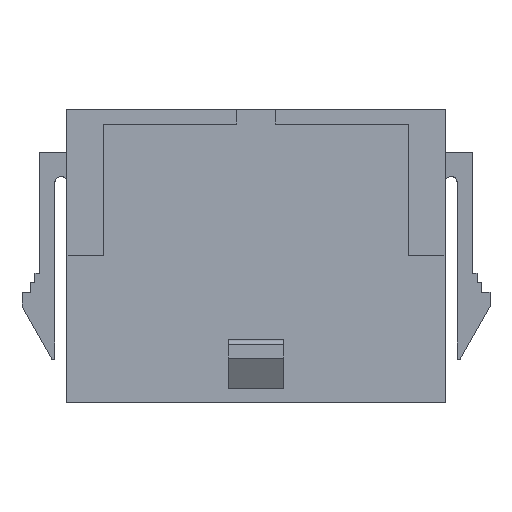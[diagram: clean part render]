
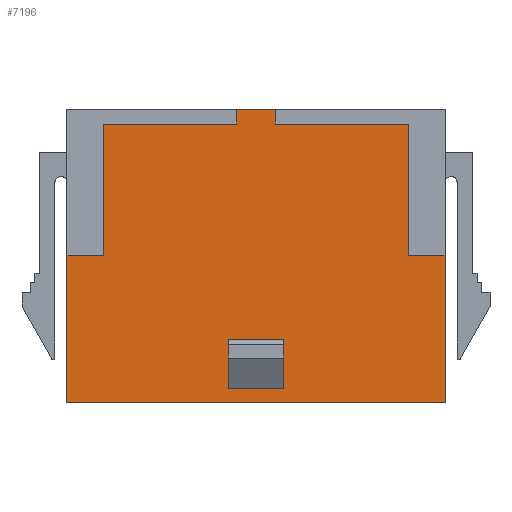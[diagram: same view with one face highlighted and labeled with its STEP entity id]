
A CAD part, top view. The second image highlights one B-rep face of the part: STEP entity #7196.
In plain terms, the highlighted planar face has unit normal (0, 0, 1).
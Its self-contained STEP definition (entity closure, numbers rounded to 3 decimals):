
#595=ORIENTED_EDGE('',*,*,#2619,.F.);
#596=ORIENTED_EDGE('',*,*,#2620,.T.);
#597=ORIENTED_EDGE('',*,*,#2621,.T.);
#598=ORIENTED_EDGE('',*,*,#2622,.F.);
#599=ORIENTED_EDGE('',*,*,#2301,.F.);
#600=ORIENTED_EDGE('',*,*,#2577,.F.);
#601=ORIENTED_EDGE('',*,*,#2618,.F.);
#602=ORIENTED_EDGE('',*,*,#2616,.F.);
#603=ORIENTED_EDGE('',*,*,#2614,.F.);
#604=ORIENTED_EDGE('',*,*,#2612,.F.);
#605=ORIENTED_EDGE('',*,*,#2242,.F.);
#606=ORIENTED_EDGE('',*,*,#2611,.F.);
#607=ORIENTED_EDGE('',*,*,#2609,.F.);
#608=ORIENTED_EDGE('',*,*,#2607,.F.);
#609=ORIENTED_EDGE('',*,*,#2605,.F.);
#610=ORIENTED_EDGE('',*,*,#2589,.F.);
#2242=EDGE_CURVE('',#3285,#3286,#3973,.T.);
#2301=EDGE_CURVE('',#3344,#3342,#4032,.T.);
#2577=EDGE_CURVE('',#3570,#3344,#4308,.T.);
#2589=EDGE_CURVE('',#3342,#3581,#4320,.T.);
#2605=EDGE_CURVE('',#3581,#3593,#4336,.T.);
#2607=EDGE_CURVE('',#3593,#3594,#4338,.T.);
#2609=EDGE_CURVE('',#3594,#3595,#4340,.T.);
#2611=EDGE_CURVE('',#3595,#3285,#4342,.T.);
#2612=EDGE_CURVE('',#3286,#3596,#4343,.T.);
#2614=EDGE_CURVE('',#3596,#3597,#4345,.T.);
#2616=EDGE_CURVE('',#3597,#3598,#4347,.T.);
#2618=EDGE_CURVE('',#3598,#3570,#4349,.T.);
#2619=EDGE_CURVE('',#3599,#3600,#4350,.T.);
#2620=EDGE_CURVE('',#3599,#3601,#4351,.T.);
#2621=EDGE_CURVE('',#3601,#3602,#4352,.T.);
#2622=EDGE_CURVE('',#3600,#3602,#4353,.T.);
#3285=VERTEX_POINT('',#9918);
#3286=VERTEX_POINT('',#9920);
#3342=VERTEX_POINT('',#10033);
#3344=VERTEX_POINT('',#10037);
#3570=VERTEX_POINT('',#10594);
#3581=VERTEX_POINT('',#10619);
#3593=VERTEX_POINT('',#10651);
#3594=VERTEX_POINT('',#10655);
#3595=VERTEX_POINT('',#10659);
#3596=VERTEX_POINT('',#10665);
#3597=VERTEX_POINT('',#10669);
#3598=VERTEX_POINT('',#10673);
#3599=VERTEX_POINT('',#10679);
#3600=VERTEX_POINT('',#10680);
#3601=VERTEX_POINT('',#10682);
#3602=VERTEX_POINT('',#10684);
#3973=LINE('',#9919,#4986);
#4032=LINE('',#10038,#5045);
#4308=LINE('',#10595,#5321);
#4320=LINE('',#10618,#5333);
#4336=LINE('',#10650,#5349);
#4338=LINE('',#10654,#5351);
#4340=LINE('',#10658,#5353);
#4342=LINE('',#10662,#5355);
#4343=LINE('',#10664,#5356);
#4345=LINE('',#10668,#5358);
#4347=LINE('',#10672,#5360);
#4349=LINE('',#10676,#5362);
#4350=LINE('',#10678,#5363);
#4351=LINE('',#10681,#5364);
#4352=LINE('',#10683,#5365);
#4353=LINE('',#10685,#5366);
#4986=VECTOR('',#8019,1000.);
#5045=VECTOR('',#8080,1000.);
#5321=VECTOR('',#8466,1000.);
#5333=VECTOR('',#8480,1000.);
#5349=VECTOR('',#8504,1000.);
#5351=VECTOR('',#8508,1000.);
#5353=VECTOR('',#8512,1000.);
#5355=VECTOR('',#8516,1000.);
#5356=VECTOR('',#8519,1000.);
#5358=VECTOR('',#8523,1000.);
#5360=VECTOR('',#8527,1000.);
#5362=VECTOR('',#8531,1000.);
#5363=VECTOR('',#8534,1000.);
#5364=VECTOR('',#8535,1000.);
#5365=VECTOR('',#8536,1000.);
#5366=VECTOR('',#8537,1000.);
#6034=EDGE_LOOP('',(#595,#596,#597,#598));
#6035=EDGE_LOOP('',(#599,#600,#601,#602,#603,#604,#605,#606,#607,#608,#609,
#610));
#6441=FACE_BOUND('',#6034,.T.);
#6442=FACE_BOUND('',#6035,.T.);
#6832=PLANE('',#7594);
#7196=ADVANCED_FACE('',(#6441,#6442),#6832,.F.);
#7594=AXIS2_PLACEMENT_3D('',#10677,#8532,#8533);
#8019=DIRECTION('',(1.,0.,0.));
#8080=DIRECTION('',(-1.,0.,0.));
#8466=DIRECTION('',(0.,-1.,0.));
#8480=DIRECTION('',(0.,1.,0.));
#8504=DIRECTION('',(1.,0.,0.));
#8508=DIRECTION('',(0.,1.,0.));
#8512=DIRECTION('',(1.,0.,0.));
#8516=DIRECTION('',(0.,1.,0.));
#8519=DIRECTION('',(0.,-1.,0.));
#8523=DIRECTION('',(1.,0.,0.));
#8527=DIRECTION('',(0.,-1.,0.));
#8531=DIRECTION('',(1.,0.,0.));
#8532=DIRECTION('',(0.,0.,-1.));
#8533=DIRECTION('',(-1.,0.,0.));
#8534=DIRECTION('',(-1.,0.,0.));
#8535=DIRECTION('',(0.,-1.,0.));
#8536=DIRECTION('',(-1.,0.,0.));
#8537=DIRECTION('',(0.,-1.,0.));
#9918=CARTESIAN_POINT('',(-1.1,8.45,1.935));
#9919=CARTESIAN_POINT('',(-1.1,8.45,1.935));
#9920=CARTESIAN_POINT('',(1.1,8.45,1.935));
#10033=CARTESIAN_POINT('',(-10.925,-8.45,1.935));
#10037=CARTESIAN_POINT('',(10.925,-8.45,1.935));
#10038=CARTESIAN_POINT('',(10.925,-8.45,1.935));
#10594=CARTESIAN_POINT('',(10.925,0.05,1.935));
#10595=CARTESIAN_POINT('',(10.925,0.05,1.935));
#10618=CARTESIAN_POINT('',(-10.925,-8.45,1.935));
#10619=CARTESIAN_POINT('',(-10.925,0.05,1.935));
#10650=CARTESIAN_POINT('',(-10.925,0.05,1.935));
#10651=CARTESIAN_POINT('',(-8.8,0.05,1.935));
#10654=CARTESIAN_POINT('',(-8.8,0.05,1.935));
#10655=CARTESIAN_POINT('',(-8.8,7.624,1.935));
#10658=CARTESIAN_POINT('',(-8.8,7.624,1.935));
#10659=CARTESIAN_POINT('',(-1.1,7.624,1.935));
#10662=CARTESIAN_POINT('',(-1.1,7.624,1.935));
#10664=CARTESIAN_POINT('',(1.1,8.45,1.935));
#10665=CARTESIAN_POINT('',(1.1,7.624,1.935));
#10668=CARTESIAN_POINT('',(1.1,7.624,1.935));
#10669=CARTESIAN_POINT('',(8.8,7.624,1.935));
#10672=CARTESIAN_POINT('',(8.8,7.624,1.935));
#10673=CARTESIAN_POINT('',(8.8,0.05,1.935));
#10676=CARTESIAN_POINT('',(8.8,0.05,1.935));
#10677=CARTESIAN_POINT('',(0.,0.,1.935));
#10678=CARTESIAN_POINT('',(1.59,-4.85,1.935));
#10679=CARTESIAN_POINT('',(1.59,-4.85,1.935));
#10680=CARTESIAN_POINT('',(-1.59,-4.85,1.935));
#10681=CARTESIAN_POINT('',(1.59,-7.65,1.935));
#10682=CARTESIAN_POINT('',(1.59,-7.65,1.935));
#10683=CARTESIAN_POINT('',(1.59,-7.65,1.935));
#10684=CARTESIAN_POINT('',(-1.59,-7.65,1.935));
#10685=CARTESIAN_POINT('',(-1.59,-7.65,1.935));
